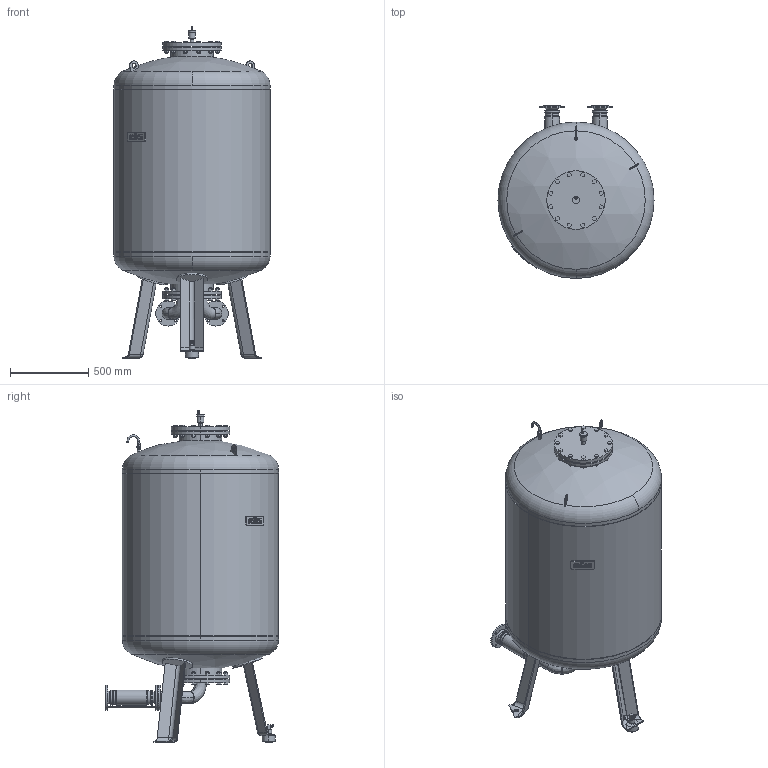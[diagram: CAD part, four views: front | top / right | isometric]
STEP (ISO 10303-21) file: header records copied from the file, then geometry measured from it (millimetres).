
FILE_DESCRIPTION((''),'2;1');
FILE_NAME('3d_GG1000-6920105.stp','2009-12-29T14:30:49',(''),(''),'Mechanical Desktop 2008','Mechanical Desktop 2008',', , ');
FILE_SCHEMA(('CONFIG_CONTROL_DESIGN'));
Length unit declared in the file: millimetre
Products named in the file (1): Product
Bounding box: 1000 x 1108.35 x 2127 mm (x, y, z)
Volume: 1081424913.6 mm3; surface area: 11095943.8 mm2
Topology: 24 solids, 24 shells, 1074 faces, 2619 edges, 1682 vertices
Faces by surface type: plane 567, cylinder 268, bspline 122, cone 90, sphere 15, torus 12
Entity records: 33798 total; most frequent: CARTESIAN_POINT 8034, DIRECTION 5446, ORIENTED_EDGE 5194, EDGE_CURVE 2597, AXIS2_PLACEMENT_3D 1910, VERTEX_POINT 1679, VECTOR 1626, LINE 1626
